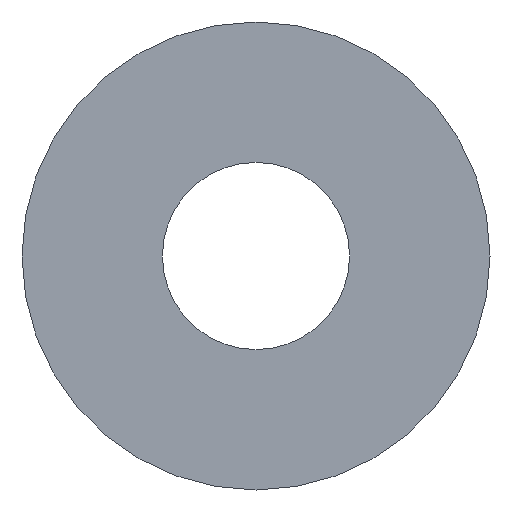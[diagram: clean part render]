
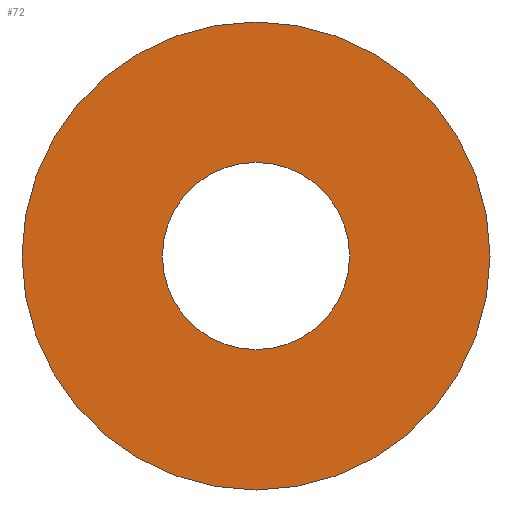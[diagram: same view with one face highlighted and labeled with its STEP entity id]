
A CAD part, front view. The second image highlights one B-rep face of the part: STEP entity #72.
In plain terms, the highlighted planar face has unit normal (0, -1, 0).
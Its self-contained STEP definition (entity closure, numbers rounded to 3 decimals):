
#3 = ORIENTED_EDGE ( 'NONE', *, *, #22, .T. ) ;
#6 = AXIS2_PLACEMENT_3D ( 'NONE', #58, #146, #240 ) ;
#8 = CIRCLE ( 'NONE', #10, 2.5 ) ;
#10 = AXIS2_PLACEMENT_3D ( 'NONE', #85, #189, #265 ) ;
#21 = FACE_BOUND ( 'NONE', #68, .T. ) ;
#22 = EDGE_CURVE ( 'NONE', #30, #219, #8, .T. ) ;
#30 = VERTEX_POINT ( 'NONE', #245 ) ;
#37 = VERTEX_POINT ( 'NONE', #199 ) ;
#45 = CARTESIAN_POINT ( 'NONE',  ( 0., -6., 0. ) ) ;
#48 = DIRECTION ( 'NONE',  ( 0., 0., -1. ) ) ;
#57 = EDGE_CURVE ( 'NONE', #219, #30, #75, .T. ) ;
#58 = CARTESIAN_POINT ( 'NONE',  ( 0., -6., 0. ) ) ;
#66 = ORIENTED_EDGE ( 'NONE', *, *, #293, .F. ) ;
#68 = EDGE_LOOP ( 'NONE', ( #66, #71 ) ) ;
#71 = ORIENTED_EDGE ( 'NONE', *, *, #207, .F. ) ;
#72 = ADVANCED_FACE ( 'NONE', ( #279, #21 ), #73, .T. ) ;
#73 = PLANE ( 'NONE',  #263 ) ;
#75 = CIRCLE ( 'NONE', #93, 2.5 ) ;
#78 = DIRECTION ( 'NONE',  ( 0., -1., 0. ) ) ;
#85 = CARTESIAN_POINT ( 'NONE',  ( 0., -6., 0. ) ) ;
#93 = AXIS2_PLACEMENT_3D ( 'NONE', #45, #134, #223 ) ;
#117 = CIRCLE ( 'NONE', #6, 1. ) ;
#134 = DIRECTION ( 'NONE',  ( 0., -1., 0. ) ) ;
#143 = CARTESIAN_POINT ( 'NONE',  ( 0., -6., -2.5 ) ) ;
#146 = DIRECTION ( 'NONE',  ( 0., -1., 0. ) ) ;
#151 = EDGE_LOOP ( 'NONE', ( #191, #3 ) ) ;
#157 = CARTESIAN_POINT ( 'NONE',  ( 1., -6., 0. ) ) ;
#164 = DIRECTION ( 'NONE',  ( 0., 0., -1. ) ) ;
#172 = CIRCLE ( 'NONE', #177, 1. ) ;
#177 = AXIS2_PLACEMENT_3D ( 'NONE', #286, #78, #164 ) ;
#189 = DIRECTION ( 'NONE',  ( 0., -1., 0. ) ) ;
#191 = ORIENTED_EDGE ( 'NONE', *, *, #57, .T. ) ;
#199 = CARTESIAN_POINT ( 'NONE',  ( 0., -6., 1. ) ) ;
#207 = EDGE_CURVE ( 'NONE', #37, #213, #172, .T. ) ;
#213 = VERTEX_POINT ( 'NONE', #257 ) ;
#219 = VERTEX_POINT ( 'NONE', #143 ) ;
#223 = DIRECTION ( 'NONE',  ( 0., 0., -1. ) ) ;
#240 = DIRECTION ( 'NONE',  ( 0., 0., -1. ) ) ;
#245 = CARTESIAN_POINT ( 'NONE',  ( 0., -6., 2.5 ) ) ;
#248 = DIRECTION ( 'NONE',  ( 0., -1., 0. ) ) ;
#257 = CARTESIAN_POINT ( 'NONE',  ( 0., -6., -1. ) ) ;
#263 = AXIS2_PLACEMENT_3D ( 'NONE', #157, #248, #48 ) ;
#265 = DIRECTION ( 'NONE',  ( 0., 0., -1. ) ) ;
#279 = FACE_OUTER_BOUND ( 'NONE', #151, .T. ) ;
#286 = CARTESIAN_POINT ( 'NONE',  ( 0., -6., 0. ) ) ;
#293 = EDGE_CURVE ( 'NONE', #213, #37, #117, .T. ) ;
